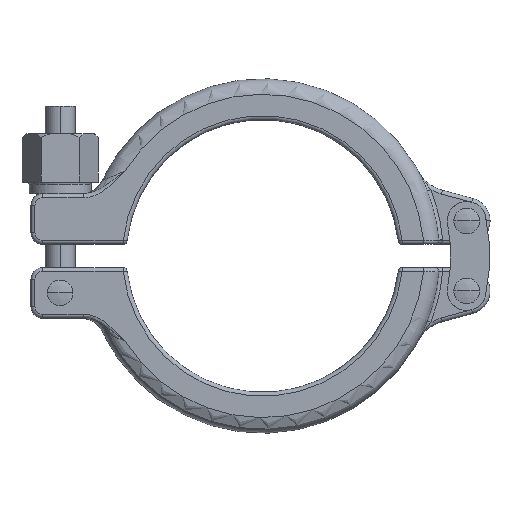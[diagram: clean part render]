
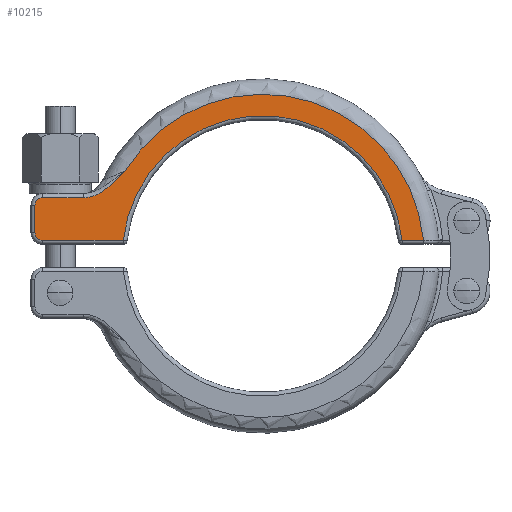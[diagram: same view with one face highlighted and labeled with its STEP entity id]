
A CAD part, top view. The second image highlights one B-rep face of the part: STEP entity #10215.
In plain terms, the highlighted planar face has unit normal (0, 0, 1).
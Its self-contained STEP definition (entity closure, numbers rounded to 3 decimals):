
#143 = DIRECTION ( 'NONE',  ( 0., 0., 1. ) ) ;
#302 = ORIENTED_EDGE ( 'NONE', *, *, #7192, .T. ) ;
#452 = CARTESIAN_POINT ( 'NONE',  ( 0., 0., 8.5 ) ) ;
#506 = EDGE_CURVE ( 'NONE', #11124, #5682, #10405, .T. ) ;
#515 = CIRCLE ( 'NONE', #10944, 36.1 ) ;
#535 = VERTEX_POINT ( 'NONE', #13014 ) ;
#1354 = VERTEX_POINT ( 'NONE', #7096 ) ;
#1464 = CARTESIAN_POINT ( 'NONE',  ( -35.878, 4., 8.5 ) ) ;
#1656 = CARTESIAN_POINT ( 'NONE',  ( 0., 0., 8.5 ) ) ;
#1759 = DIRECTION ( 'NONE',  ( 0., 0., -1. ) ) ;
#1847 = DIRECTION ( 'NONE',  ( 0., 0., 1. ) ) ;
#2119 = DIRECTION ( 'NONE',  ( 0., -1., 0. ) ) ;
#2257 = VERTEX_POINT ( 'NONE', #11816 ) ;
#2333 = CIRCLE ( 'NONE', #3267, 2. ) ;
#2606 = CARTESIAN_POINT ( 'NONE',  ( -40.959, 16.679, 8.5 ) ) ;
#2791 = EDGE_CURVE ( 'NONE', #2257, #11124, #8160, .T. ) ;
#3059 = CARTESIAN_POINT ( 'NONE',  ( -58.6, 13., 8.5 ) ) ;
#3267 = AXIS2_PLACEMENT_3D ( 'NONE', #11928, #1847, #6216 ) ;
#3529 = CARTESIAN_POINT ( 'NONE',  ( -34.972, 4., 8.5 ) ) ;
#3793 = CARTESIAN_POINT ( 'NONE',  ( -35.307, 22., 8.5 ) ) ;
#3843 = DIRECTION ( 'NONE',  ( 1., 0., 0. ) ) ;
#4243 = EDGE_LOOP ( 'NONE', ( #9583, #302, #12137, #6399, #10305, #13745, #10788, #6391, #11724 ) ) ;
#4278 = EDGE_CURVE ( 'NONE', #6638, #2257, #515, .T. ) ;
#4333 = CARTESIAN_POINT ( 'NONE',  ( -46.165, 15., 8.5 ) ) ;
#4397 = VECTOR ( 'NONE', #2119, 1000. ) ;
#4571 = EDGE_CURVE ( 'NONE', #10039, #535, #6115, .T. ) ;
#4621 = LINE ( 'NONE', #3529, #8237 ) ;
#4722 = CARTESIAN_POINT ( 'NONE',  ( -43.975, 15.297, 8.5 ) ) ;
#4869 = CARTESIAN_POINT ( 'NONE',  ( -45.054, 15.06, 8.5 ) ) ;
#4902 = DIRECTION ( 'NONE',  ( 0., 0., 1. ) ) ;
#4946 = CARTESIAN_POINT ( 'NONE',  ( -43.443, 15.462, 8.5 ) ) ;
#5013 = CARTESIAN_POINT ( 'NONE',  ( -36.852, 20.408, 8.5 ) ) ;
#5427 = EDGE_CURVE ( 'NONE', #11162, #1354, #10899, .T. ) ;
#5643 = VECTOR ( 'NONE', #13978, 1000. ) ;
#5682 = VERTEX_POINT ( 'NONE', #3793 ) ;
#5957 = CARTESIAN_POINT ( 'NONE',  ( -39.211, 18.061, 8.5 ) ) ;
#6115 = CIRCLE ( 'NONE', #13516, 2. ) ;
#6216 = DIRECTION ( 'NONE',  ( 1., 0., 0. ) ) ;
#6391 = ORIENTED_EDGE ( 'NONE', *, *, #4278, .T. ) ;
#6399 = ORIENTED_EDGE ( 'NONE', *, *, #12543, .T. ) ;
#6462 = AXIS2_PLACEMENT_3D ( 'NONE', #1656, #13861, #3843 ) ;
#6508 = CARTESIAN_POINT ( 'NONE',  ( 41.407, 4., 8.5 ) ) ;
#6638 = VERTEX_POINT ( 'NONE', #1464 ) ;
#6910 = DIRECTION ( 'NONE',  ( 1., 0., 0. ) ) ;
#7027 = CARTESIAN_POINT ( 'NONE',  ( -45.604, 15., 8.5 ) ) ;
#7096 = CARTESIAN_POINT ( 'NONE',  ( -56.6, 15., 8.5 ) ) ;
#7192 = EDGE_CURVE ( 'NONE', #5682, #11162, #8980, .T. ) ;
#7945 = DIRECTION ( 'NONE',  ( 1., 0., 0. ) ) ;
#8119 = CARTESIAN_POINT ( 'NONE',  ( -41.893, 16.086, 8.5 ) ) ;
#8160 = LINE ( 'NONE', #13839, #10718 ) ;
#8237 = VECTOR ( 'NONE', #7945, 1000. ) ;
#8980 = B_SPLINE_CURVE_WITH_KNOTS ( 'NONE', 3,
 ( #13729, #12629, #5013, #13800, #5957, #2606, #8119, #11453, #4946, #4722, #10366, #4869, #7027, #10222 ),
 .UNSPECIFIED., .F., .F.,
 ( 4, 2, 2, 2, 2, 2, 4 ),
 ( 0., 0.003, 0.007, 0.01, 0.011, 0.012, 0.013 ),
 .UNSPECIFIED. ) ;
#9304 = DIRECTION ( 'NONE',  ( 1., 0., 0. ) ) ;
#9583 = ORIENTED_EDGE ( 'NONE', *, *, #506, .T. ) ;
#10039 = VERTEX_POINT ( 'NONE', #14163 ) ;
#10215 = ADVANCED_FACE ( 'NONE', ( #13792 ), #12689, .T. ) ;
#10222 = CARTESIAN_POINT ( 'NONE',  ( -46.165, 15., 8.5 ) ) ;
#10305 = ORIENTED_EDGE ( 'NONE', *, *, #10744, .T. ) ;
#10366 = CARTESIAN_POINT ( 'NONE',  ( -44.243, 15.228, 8.5 ) ) ;
#10405 = CIRCLE ( 'NONE', #11794, 41.6 ) ;
#10694 = DIRECTION ( 'NONE',  ( 1., 0., 0. ) ) ;
#10718 = VECTOR ( 'NONE', #10694, 1000. ) ;
#10744 = EDGE_CURVE ( 'NONE', #13030, #10039, #10820, .T. ) ;
#10788 = ORIENTED_EDGE ( 'NONE', *, *, #13414, .T. ) ;
#10820 = LINE ( 'NONE', #13298, #4397 ) ;
#10899 = LINE ( 'NONE', #11776, #5643 ) ;
#10944 = AXIS2_PLACEMENT_3D ( 'NONE', #452, #1759, #9304 ) ;
#11039 = DIRECTION ( 'NONE',  ( 1., 0., 0. ) ) ;
#11124 = VERTEX_POINT ( 'NONE', #6508 ) ;
#11162 = VERTEX_POINT ( 'NONE', #4333 ) ;
#11453 = CARTESIAN_POINT ( 'NONE',  ( -43.179, 15.557, 8.5 ) ) ;
#11724 = ORIENTED_EDGE ( 'NONE', *, *, #2791, .T. ) ;
#11776 = CARTESIAN_POINT ( 'NONE',  ( -56.6, 15., 8.5 ) ) ;
#11794 = AXIS2_PLACEMENT_3D ( 'NONE', #13539, #4902, #6910 ) ;
#11816 = CARTESIAN_POINT ( 'NONE',  ( 35.878, 4., 8.5 ) ) ;
#11928 = CARTESIAN_POINT ( 'NONE',  ( -56.6, 13., 8.5 ) ) ;
#12137 = ORIENTED_EDGE ( 'NONE', *, *, #5427, .T. ) ;
#12543 = EDGE_CURVE ( 'NONE', #1354, #13030, #2333, .T. ) ;
#12629 = CARTESIAN_POINT ( 'NONE',  ( -36.087, 21.212, 8.5 ) ) ;
#12689 = PLANE ( 'NONE',  #6462 ) ;
#13014 = CARTESIAN_POINT ( 'NONE',  ( -56.6, 4., 8.5 ) ) ;
#13030 = VERTEX_POINT ( 'NONE', #3059 ) ;
#13298 = CARTESIAN_POINT ( 'NONE',  ( -58.6, 6., 8.5 ) ) ;
#13414 = EDGE_CURVE ( 'NONE', #535, #6638, #4621, .T. ) ;
#13516 = AXIS2_PLACEMENT_3D ( 'NONE', #14340, #143, #11039 ) ;
#13539 = CARTESIAN_POINT ( 'NONE',  ( 0., 0., 8.5 ) ) ;
#13729 = CARTESIAN_POINT ( 'NONE',  ( -35.307, 22., 8.5 ) ) ;
#13745 = ORIENTED_EDGE ( 'NONE', *, *, #4571, .T. ) ;
#13792 = FACE_OUTER_BOUND ( 'NONE', #4243, .T. ) ;
#13800 = CARTESIAN_POINT ( 'NONE',  ( -38.414, 18.832, 8.5 ) ) ;
#13839 = CARTESIAN_POINT ( 'NONE',  ( 41.492, 4., 8.5 ) ) ;
#13861 = DIRECTION ( 'NONE',  ( 0., 0., 1. ) ) ;
#13978 = DIRECTION ( 'NONE',  ( -1., 0., 0. ) ) ;
#14163 = CARTESIAN_POINT ( 'NONE',  ( -58.6, 6., 8.5 ) ) ;
#14340 = CARTESIAN_POINT ( 'NONE',  ( -56.6, 6., 8.5 ) ) ;
